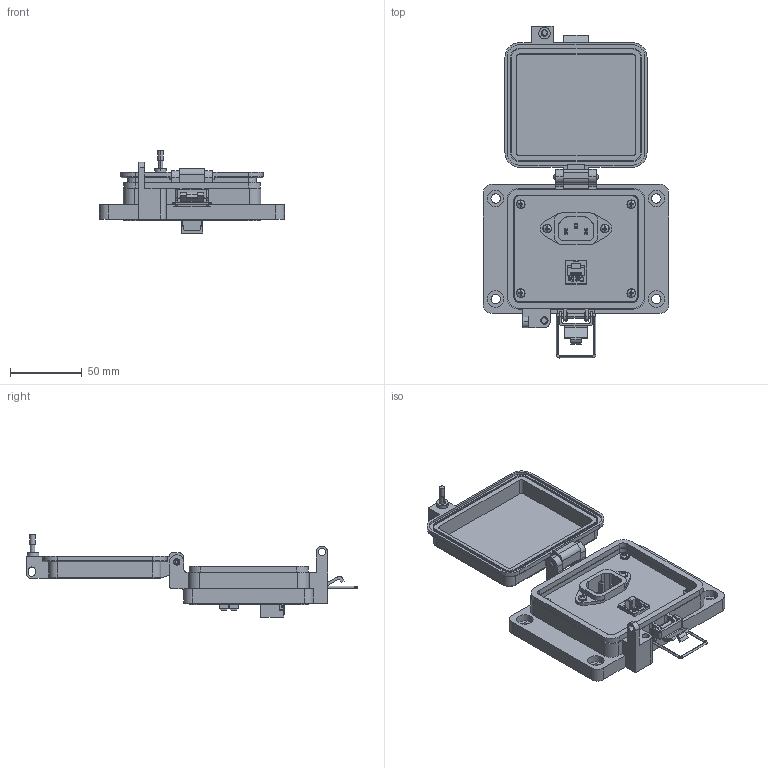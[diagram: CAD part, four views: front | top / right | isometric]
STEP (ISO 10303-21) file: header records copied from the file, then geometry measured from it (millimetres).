
FILE_DESCRIPTION (( 'STEP AP203' ), '1' );
FILE_NAME ('P-R33-K2RM0_3D.STEP', '2021-12-20T18:19:42', ( '' ), ( '' ), 'SwSTEP 2.0', 'SolidWorks 2021', '' );
FILE_SCHEMA (( 'CONFIG_CONTROL_DESIGN' ));
Length unit declared in the file: millimetre
Products named in the file (14): Z-000-4243316TFP; RM; Z-200-OTLT-RM; P-R33-K2RM0_FP060_1; P-R33-K2RM0_3D; R33; 92005A124_METRIC PAN HEAD PHILLIPS MACHINE SCREW_92005A124; M3PH_12M3; Z-300-RJ45C5SH; Z-002-M3HN_93825A110; -K2; P-R33-K2RM0_BP180_1; P-R33-K2RM0_TP060_1; Z-H-K2_B
Assembly tree (20 placements, depth 3):
  P-R33-K2RM0_3D
    P-R33-K2RM0_FP060_1
    -K2
      Z-H-K2_B
    P-R33-K2RM0_BP180_1
    P-R33-K2RM0_TP060_1
    Z-000-4243316TFP  x3
    RM
      Z-200-OTLT-RM
    M3PH_12M3  x2
    Z-002-M3HN_93825A110  x2
    R33
      Z-300-RJ45C5SH
    92005A124_METRIC PAN HEAD PHILLIPS MACHINE SCREW_92005A124  x4
Bounding box: 129 x 231.28 x 57.82 mm (x, y, z)
Volume: 169658.7 mm3; surface area: 110649.9 mm2
Topology: 26 solids, 26 shells, 2616 faces, 7337 edges, 4828 vertices
Faces by surface type: cylinder 1256, plane 822, bspline 327, cone 159, torus 40, sphere 12
Entity records: 70919 total; most frequent: CARTESIAN_POINT 28969, ORIENTED_EDGE 9316, DIRECTION 7250, EDGE_CURVE 4658, VERTEX_POINT 3066, VECTOR 2508, LINE 2508, AXIS2_PLACEMENT_3D 2371
